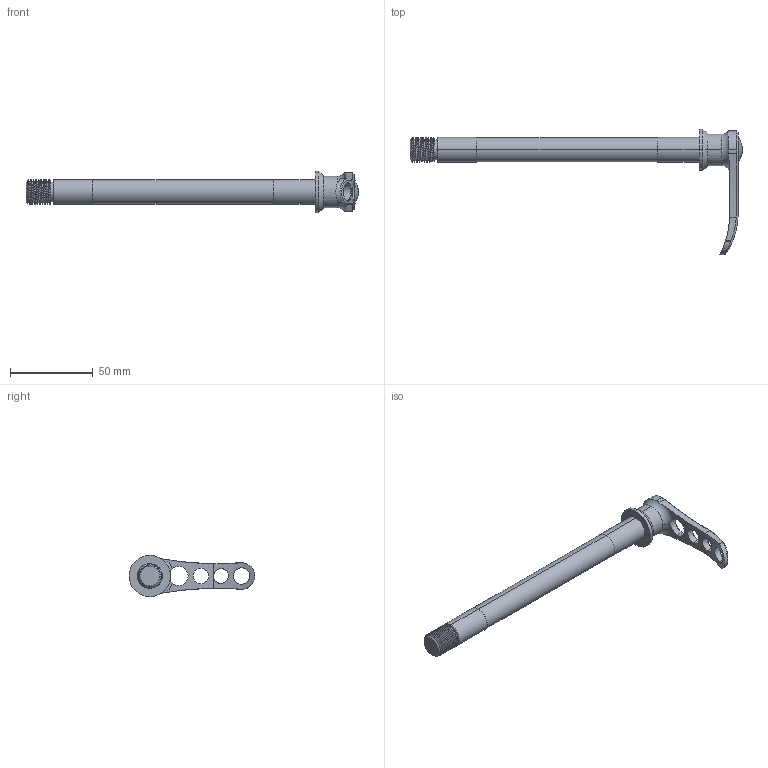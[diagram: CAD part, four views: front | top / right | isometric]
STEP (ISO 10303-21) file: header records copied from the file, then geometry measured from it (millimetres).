
FILE_DESCRIPTION (( 'STEP AP214' ), '1' );
FILE_NAME ('SK4034.STEP', '2025-04-16T19:33:22', ( '' ), ( '' ), 'SwSTEP 2.0', 'SolidWorks 2023', '' );
FILE_SCHEMA (( 'AUTOMOTIVE_DESIGN' ));
Length unit declared in the file: inch
Products named in the file (4): SK4034; SK4060_ROUND TOP; SK403X_150; SK4061
Assembly tree (3 placements, depth 2):
  SK4034
    SK403X_150
    SK4061
    SK4060_ROUND TOP
Bounding box: 200.78 x 76 x 25 mm (x, y, z)
Volume: 39175 mm3; surface area: 15882.1 mm2
Topology: 3 solids, 3 shells, 233 faces, 582 edges, 363 vertices
Faces by surface type: cylinder 106, plane 68, cone 45, bspline 10, torus 4
Entity records: 12815 total; most frequent: CARTESIAN_POINT 7199, DIRECTION 1166, ORIENTED_EDGE 1160, EDGE_CURVE 580, AXIS2_PLACEMENT_3D 493, VERTEX_POINT 363, CIRCLE 264, EDGE_LOOP 253
